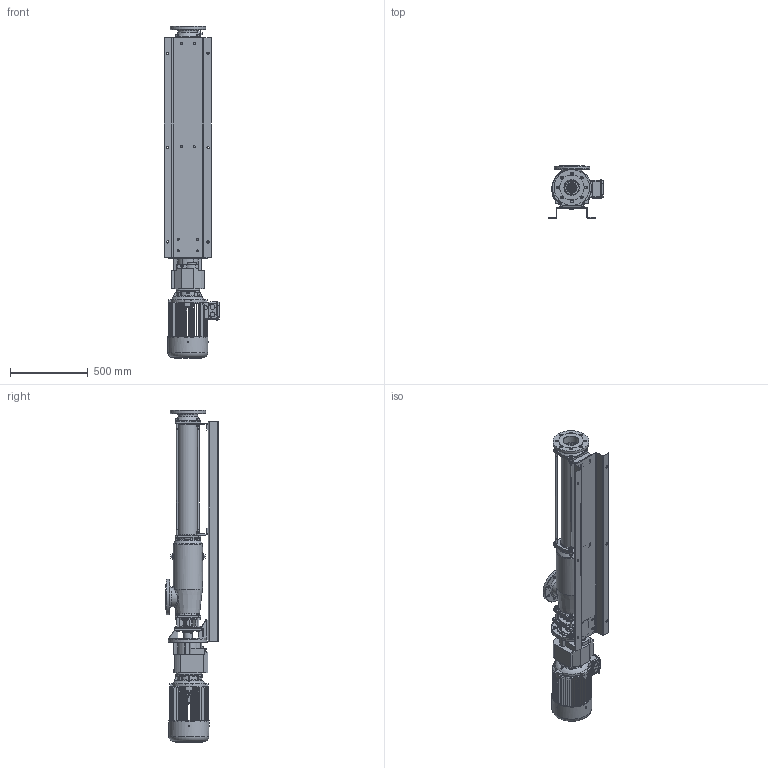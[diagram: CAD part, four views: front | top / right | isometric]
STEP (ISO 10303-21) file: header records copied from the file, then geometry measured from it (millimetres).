
FILE_DESCRIPTION(('STEP AP203'), '1');
FILE_NAME('ﾂﾍﾕ 61.1 ﾌ-1', '', ('UNSPECIFIED'), ('UNSPECIFIED'), 'C3D Converter', 'C3D Toolkit', '');
FILE_SCHEMA(('CONFIG_CONTROL_DESIGN'));
Length unit declared in the file: millimetre
Products named in the file (4): RLGB611_250x35Assem5; RLCB- 611; SK672.1F-132SP-4 TF; RLGB611_04-361-20_RLCB611
Assembly tree (3 placements, depth 2):
  RLGB611_250x35Assem5
    RLCB- 611
    SK672.1F-132SP-4 TF
    RLGB611_04-361-20_RLCB611
Bounding box: 353.5 x 337 x 2132.49 mm (x, y, z)
Volume: 1933292.4 mm3; surface area: 3983154.2 mm2
Topology: 3 solids, 106 shells, 1670 faces, 5176 edges, 3491 vertices
Faces by surface type: plane 865, cylinder 469, cone 159, torus 98, bspline 61, sphere 18
Full cylindrical faces by diameter (mm): 8 x6, 9.4 x8, 10.2 x4, 11.2 x2, 11.5 x4, 12 x16, 13 x9, 13.4 x1, 14 x17, 15 x15, 15.5 x1, 17 x1, 18 x16, 19 x1, 21.1 x16, 24 x16, 24.5 x1, 32 x2, 35 x2, 42.5 x1, 54.6 x1, 65 x1, 70 x1, 100 x2, 117 x1, 117.5 x1, 118 x1, 120 x1, 123.855 x2, 126 x2
Entity records: 94742 total; most frequent: CARTESIAN_POINT 36707, DIRECTION 8981, ORIENTED_EDGE 8422, EDGE_CURVE 4911, VERTEX_POINT 3491, AXIS2_PLACEMENT_3D 3367, LINE 2247, VECTOR 2247
